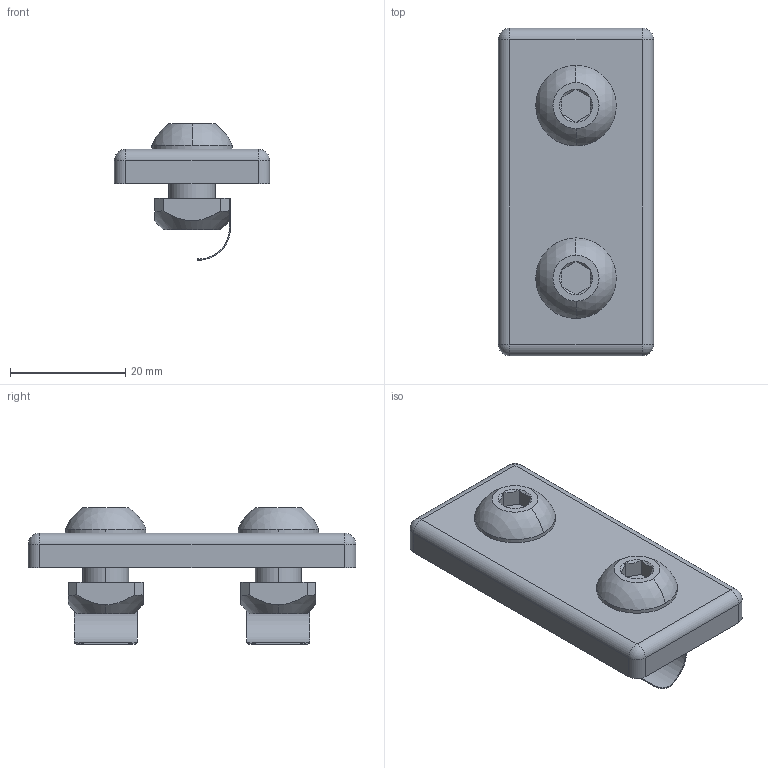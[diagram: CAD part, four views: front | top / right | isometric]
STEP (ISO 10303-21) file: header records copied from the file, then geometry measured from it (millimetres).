
FILE_DESCRIPTION (( 'STEP AP203' ), '1' );
FILE_NAME ('41-100-1.stp', '2021-11-11T16:28:43', ( '' ), ( '' ), 'SwSTEP 2.0', 'SolidWorks 2021', '' );
FILE_SCHEMA (( 'CONFIG_CONTROL_DESIGN' ));
Length unit declared in the file: millimetre
Products named in the file (4): 41-100-1; M8 BUTTON HEAD CAP SCREW_M8x14BHCS-0; 41-100-0; SQUARE NUT POS FIX_M8S-PF
Assembly tree (5 placements, depth 2):
  41-100-1
    41-100-0
    M8 BUTTON HEAD CAP SCREW_M8x14BHCS-0  x2
    SQUARE NUT POS FIX_M8S-PF  x2
Bounding box: 27 x 57 x 23.7 mm (x, y, z)
Volume: 11812.6 mm3; surface area: 7174.1 mm2
Topology: 5 solids, 5 shells, 132 faces, 302 edges, 180 vertices
Faces by surface type: plane 54, cone 38, cylinder 32, sphere 8
Entity records: 2861 total; most frequent: CARTESIAN_POINT 571, DIRECTION 407, ORIENTED_EDGE 362, EDGE_CURVE 181, AXIS2_PLACEMENT_3D 158, VERTEX_POINT 108, LINE 91, VECTOR 91
